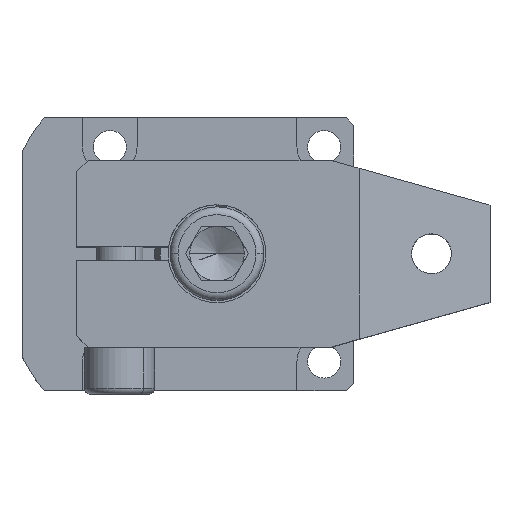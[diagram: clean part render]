
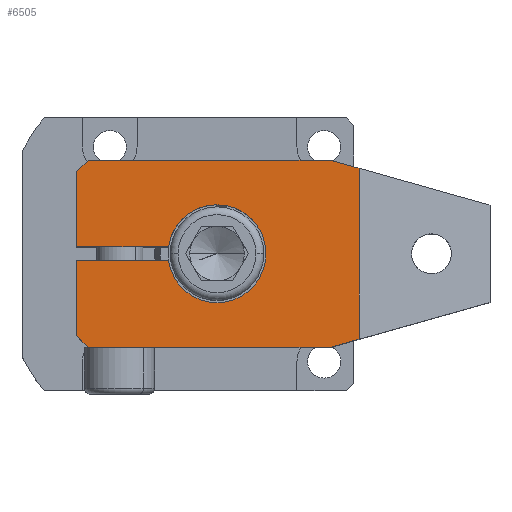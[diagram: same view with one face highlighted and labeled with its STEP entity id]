
A CAD part, top view. The second image highlights one B-rep face of the part: STEP entity #6505.
In plain terms, the highlighted face is planar.
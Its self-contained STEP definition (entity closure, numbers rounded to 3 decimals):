
#2 = ORIENTED_EDGE ( 'NONE', *, *, #1779, .T. ) ;
#9 = ORIENTED_EDGE ( 'NONE', *, *, #1850, .F. ) ;
#11 = ORIENTED_EDGE ( 'NONE', *, *, #1778, .T. ) ;
#13 = ORIENTED_EDGE ( 'NONE', *, *, #1781, .F. ) ;
#15 = ORIENTED_EDGE ( 'NONE', *, *, #1780, .F. ) ;
#16 = ORIENTED_EDGE ( 'NONE', *, *, #1833, .T. ) ;
#21 = ORIENTED_EDGE ( 'NONE', *, *, #1766, .F. ) ;
#25 = ORIENTED_EDGE ( 'NONE', *, *, #1767, .F. ) ;
#29 = ORIENTED_EDGE ( 'NONE', *, *, #1855, .F. ) ;
#38 = ORIENTED_EDGE ( 'NONE', *, *, #1769, .F. ) ;
#184 = CARTESIAN_POINT ( 'NONE',  ( 106., 30., 25.75 ) ) ;
#207 = CARTESIAN_POINT ( 'NONE',  ( 0., 30., 48. ) ) ;
#263 = DIRECTION ( 'NONE',  ( 0., 0., -1. ) ) ;
#264 = DIRECTION ( 'NONE',  ( 0., -1., 0. ) ) ;
#318 = PLANE ( 'NONE',  #6042 ) ;
#664 = CARTESIAN_POINT ( 'NONE',  ( 78.062, 30., 22.25 ) ) ;
#717 = CARTESIAN_POINT ( 'NONE',  ( 103., 30., 48. ) ) ;
#718 = CARTESIAN_POINT ( 'NONE',  ( 41., 30., 0. ) ) ;
#769 = CARTESIAN_POINT ( 'NONE',  ( 106., 30., 45. ) ) ;
#770 = CARTESIAN_POINT ( 'NONE',  ( 33.588, 30., 2.079 ) ) ;
#771 = CARTESIAN_POINT ( 'NONE',  ( 33.588, 30., 45.921 ) ) ;
#772 = CARTESIAN_POINT ( 'NONE',  ( 103., 30., 0. ) ) ;
#894 = CARTESIAN_POINT ( 'NONE',  ( 106., 30., 22.25 ) ) ;
#899 = CARTESIAN_POINT ( 'NONE',  ( 106., 30., 3. ) ) ;
#944 = CARTESIAN_POINT ( 'NONE',  ( 70., 30., 32.25 ) ) ;
#947 = CARTESIAN_POINT ( 'NONE',  ( 70., 30., 15.75 ) ) ;
#948 = CARTESIAN_POINT ( 'NONE',  ( 78.062, 30., 25.75 ) ) ;
#1064 = CARTESIAN_POINT ( 'NONE',  ( 41., 30., 48. ) ) ;
#1341 = AXIS2_PLACEMENT_3D ( 'NONE', #5765, #5764, #5763 ) ;
#1364 = AXIS2_PLACEMENT_3D ( 'NONE', #5477, #5475, #5474 ) ;
#1367 = AXIS2_PLACEMENT_3D ( 'NONE', #5458, #5456, #5455 ) ;
#1766 = EDGE_CURVE ( 'NONE', #2646, #2835, #2892, .T. ) ;
#1767 = EDGE_CURVE ( 'NONE', #2820, #2646, #2893, .T. ) ;
#1769 = EDGE_CURVE ( 'NONE', #2832, #2828, #2896, .T. ) ;
#1775 = EDGE_CURVE ( 'NONE', #2622, #2828, #2913, .T. ) ;
#1778 = EDGE_CURVE ( 'NONE', #2819, #2616, #2909, .T. ) ;
#1779 = EDGE_CURVE ( 'NONE', #2616, #2645, #2901, .T. ) ;
#1780 = EDGE_CURVE ( 'NONE', #2636, #2645, #2902, .T. ) ;
#1781 = EDGE_CURVE ( 'NONE', #2629, #2636, #2915, .T. ) ;
#1782 = EDGE_CURVE ( 'NONE', #2583, #2629, #3015, .T. ) ;
#1783 = EDGE_CURVE ( 'NONE', #2612, #2583, #3047, .T. ) ;
#1784 = EDGE_CURVE ( 'NONE', #2612, #2622, #3037, .T. ) ;
#1833 = EDGE_CURVE ( 'NONE', #2820, #2819, #3022, .T. ) ;
#1850 = EDGE_CURVE ( 'NONE', #2833, #2832, #2806, .T. ) ;
#1855 = EDGE_CURVE ( 'NONE', #2835, #2833, #2799, .T. ) ;
#2559 = VECTOR ( 'NONE', #5733, 1000. ) ;
#2583 = VERTEX_POINT ( 'NONE', #1064 ) ;
#2612 = VERTEX_POINT ( 'NONE', #717 ) ;
#2616 = VERTEX_POINT ( 'NONE', #772 ) ;
#2622 = VERTEX_POINT ( 'NONE', #769 ) ;
#2629 = VERTEX_POINT ( 'NONE', #771 ) ;
#2636 = VERTEX_POINT ( 'NONE', #770 ) ;
#2645 = VERTEX_POINT ( 'NONE', #718 ) ;
#2646 = VERTEX_POINT ( 'NONE', #664 ) ;
#2799 = CIRCLE ( 'NONE', #1367, 8.25 ) ;
#2806 = CIRCLE ( 'NONE', #1364, 8.25 ) ;
#2819 = VERTEX_POINT ( 'NONE', #899 ) ;
#2820 = VERTEX_POINT ( 'NONE', #894 ) ;
#2828 = VERTEX_POINT ( 'NONE', #184 ) ;
#2832 = VERTEX_POINT ( 'NONE', #948 ) ;
#2833 = VERTEX_POINT ( 'NONE', #944 ) ;
#2835 = VERTEX_POINT ( 'NONE', #947 ) ;
#2889 = VECTOR ( 'NONE', #4900, 1000. ) ;
#2892 = CIRCLE ( 'NONE', #1341, 8.25 ) ;
#2893 = LINE ( 'NONE', #5766, #2889 ) ;
#2895 = VECTOR ( 'NONE', #5759, 1000. ) ;
#2896 = LINE ( 'NONE', #5767, #2895 ) ;
#2901 = LINE ( 'NONE', #5735, #2559 ) ;
#2902 = LINE ( 'NONE', #5732, #3048 ) ;
#2903 = VECTOR ( 'NONE', #5736, 1000. ) ;
#2906 = VECTOR ( 'NONE', #5743, 1000. ) ;
#2909 = LINE ( 'NONE', #5737, #2903 ) ;
#2913 = LINE ( 'NONE', #5745, #2906 ) ;
#2915 = LINE ( 'NONE', #5753, #3049 ) ;
#3015 = LINE ( 'NONE', #5744, #3030 ) ;
#3022 = LINE ( 'NONE', #5547, #3025 ) ;
#3025 = VECTOR ( 'NONE', #5545, 1000. ) ;
#3030 = VECTOR ( 'NONE', #5725, 1000. ) ;
#3031 = VECTOR ( 'NONE', #5723, 1000. ) ;
#3034 = VECTOR ( 'NONE', #5721, 1000. ) ;
#3037 = LINE ( 'NONE', #5722, #3034 ) ;
#3047 = LINE ( 'NONE', #5731, #3031 ) ;
#3048 = VECTOR ( 'NONE', #5730, 1000. ) ;
#3049 = VECTOR ( 'NONE', #5728, 1000. ) ;
#4280 = FACE_OUTER_BOUND ( 'NONE', #8184, .T. ) ;
#4900 = DIRECTION ( 'NONE',  ( -1., 0., 0. ) ) ;
#5455 = DIRECTION ( 'NONE',  ( 0., 0., 1. ) ) ;
#5456 = DIRECTION ( 'NONE',  ( 0., 1., 0. ) ) ;
#5458 = CARTESIAN_POINT ( 'NONE',  ( 70., 30., 24. ) ) ;
#5474 = DIRECTION ( 'NONE',  ( 0., 0., 1. ) ) ;
#5475 = DIRECTION ( 'NONE',  ( 0., 1., 0. ) ) ;
#5477 = CARTESIAN_POINT ( 'NONE',  ( 70., 30., 24. ) ) ;
#5545 = DIRECTION ( 'NONE',  ( 0., 0., -1. ) ) ;
#5547 = CARTESIAN_POINT ( 'NONE',  ( 106., 30., 48. ) ) ;
#5721 = DIRECTION ( 'NONE',  ( 0.707, 0., -0.707 ) ) ;
#5722 = CARTESIAN_POINT ( 'NONE',  ( 103., 30., 48. ) ) ;
#5723 = DIRECTION ( 'NONE',  ( -1., 0., 0. ) ) ;
#5725 = DIRECTION ( 'NONE',  ( -0.963, 0., -0.27 ) ) ;
#5728 = DIRECTION ( 'NONE',  ( 0., 0., -1. ) ) ;
#5730 = DIRECTION ( 'NONE',  ( 0.963, 0., -0.27 ) ) ;
#5731 = CARTESIAN_POINT ( 'NONE',  ( 0., 30., 48. ) ) ;
#5732 = CARTESIAN_POINT ( 'NONE',  ( 0., 30., 11.5 ) ) ;
#5733 = DIRECTION ( 'NONE',  ( -1., 0., 0. ) ) ;
#5735 = CARTESIAN_POINT ( 'NONE',  ( 0., 30., 0. ) ) ;
#5736 = DIRECTION ( 'NONE',  ( -0.707, 0., -0.707 ) ) ;
#5737 = CARTESIAN_POINT ( 'NONE',  ( 106., 30., 3. ) ) ;
#5743 = DIRECTION ( 'NONE',  ( 0., 0., -1. ) ) ;
#5744 = CARTESIAN_POINT ( 'NONE',  ( 41., 30., 48. ) ) ;
#5745 = CARTESIAN_POINT ( 'NONE',  ( 106., 30., 48. ) ) ;
#5753 = CARTESIAN_POINT ( 'NONE',  ( 33.588, 30., 66. ) ) ;
#5759 = DIRECTION ( 'NONE',  ( 1., 0., 0. ) ) ;
#5763 = DIRECTION ( 'NONE',  ( 0., 0., 1. ) ) ;
#5764 = DIRECTION ( 'NONE',  ( 0., 1., 0. ) ) ;
#5765 = CARTESIAN_POINT ( 'NONE',  ( 70., 30., 24. ) ) ;
#5766 = CARTESIAN_POINT ( 'NONE',  ( 74.366, 30., 22.25 ) ) ;
#5767 = CARTESIAN_POINT ( 'NONE',  ( 74.366, 30., 25.75 ) ) ;
#6042 = AXIS2_PLACEMENT_3D ( 'NONE', #207, #264, #263 ) ;
#6505 = ADVANCED_FACE ( 'NONE', ( #4280 ), #318, .F. ) ;
#8184 = EDGE_LOOP ( 'NONE', ( #16, #11, #2, #15, #13, #8510, #8525, #8531, #8503, #38, #9, #29, #21, #25 ) ) ;
#8503 = ORIENTED_EDGE ( 'NONE', *, *, #1775, .T. ) ;
#8510 = ORIENTED_EDGE ( 'NONE', *, *, #1782, .F. ) ;
#8525 = ORIENTED_EDGE ( 'NONE', *, *, #1783, .F. ) ;
#8531 = ORIENTED_EDGE ( 'NONE', *, *, #1784, .T. ) ;
